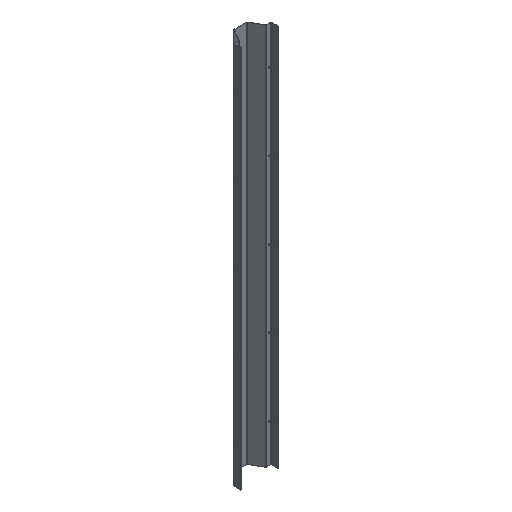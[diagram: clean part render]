
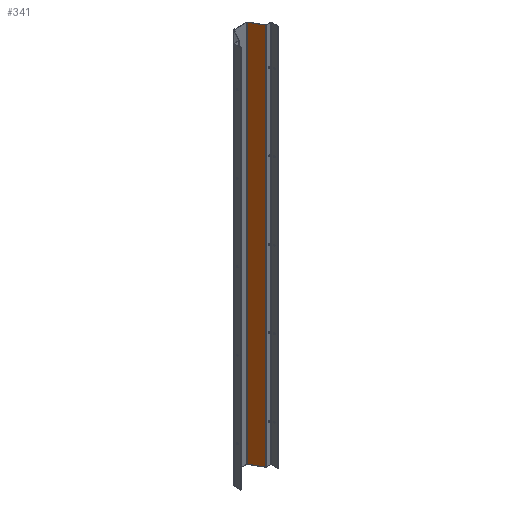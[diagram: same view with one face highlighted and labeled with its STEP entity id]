
A CAD part, isometric view. The second image highlights one B-rep face of the part: STEP entity #341.
In plain terms, the highlighted planar face has unit normal (-0.866, -0.5, 0).
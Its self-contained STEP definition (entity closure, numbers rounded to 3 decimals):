
#142 = VERTEX_POINT ( 'NONE', #2766 ) ;
#153 = DIRECTION ( 'NONE',  ( 0.5, -0.866, 0. ) ) ;
#175 = VECTOR ( 'NONE', #153, 1000. ) ;
#341 = ADVANCED_FACE ( 'NONE', ( #1541 ), #2184, .F. ) ;
#465 = EDGE_CURVE ( 'NONE', #2805, #142, #824, .T. ) ;
#493 = CARTESIAN_POINT ( 'NONE',  ( 53.368, -48.5, 775. ) ) ;
#563 = ORIENTED_EDGE ( 'NONE', *, *, #653, .T. ) ;
#598 = VERTEX_POINT ( 'NONE', #2108 ) ;
#653 = EDGE_CURVE ( 'NONE', #1292, #598, #968, .T. ) ;
#783 = CARTESIAN_POINT ( 'NONE',  ( 26.665, -2.25, 775. ) ) ;
#824 = LINE ( 'NONE', #1770, #2799 ) ;
#863 = VECTOR ( 'NONE', #2713, 1000. ) ;
#924 = CARTESIAN_POINT ( 'NONE',  ( 26.665, -2.25, -775. ) ) ;
#968 = LINE ( 'NONE', #2046, #175 ) ;
#1029 = VECTOR ( 'NONE', #1565, 1000. ) ;
#1089 = AXIS2_PLACEMENT_3D ( 'NONE', #1683, #1522, #1182 ) ;
#1182 = DIRECTION ( 'NONE',  ( -0.5, 0.866, 0. ) ) ;
#1292 = VERTEX_POINT ( 'NONE', #924 ) ;
#1368 = EDGE_CURVE ( 'NONE', #142, #598, #1828, .T. ) ;
#1468 = EDGE_CURVE ( 'NONE', #2805, #1292, #1675, .T. ) ;
#1522 = DIRECTION ( 'NONE',  ( 0.866, 0.5, 0. ) ) ;
#1541 = FACE_OUTER_BOUND ( 'NONE', #1564, .T. ) ;
#1553 = CARTESIAN_POINT ( 'NONE',  ( 26.665, -2.25, 775. ) ) ;
#1564 = EDGE_LOOP ( 'NONE', ( #563, #1607, #1602, #2343 ) ) ;
#1565 = DIRECTION ( 'NONE',  ( 0., 0., -1. ) ) ;
#1602 = ORIENTED_EDGE ( 'NONE', *, *, #465, .F. ) ;
#1607 = ORIENTED_EDGE ( 'NONE', *, *, #1368, .F. ) ;
#1675 = LINE ( 'NONE', #1553, #1029 ) ;
#1683 = CARTESIAN_POINT ( 'NONE',  ( 25.799, -0.75, 775. ) ) ;
#1770 = CARTESIAN_POINT ( 'NONE',  ( 25.799, -0.75, 775. ) ) ;
#1802 = DIRECTION ( 'NONE',  ( 0.5, -0.866, 0. ) ) ;
#1828 = LINE ( 'NONE', #493, #863 ) ;
#2046 = CARTESIAN_POINT ( 'NONE',  ( 25.799, -0.75, -775. ) ) ;
#2108 = CARTESIAN_POINT ( 'NONE',  ( 53.368, -48.5, -775. ) ) ;
#2184 = PLANE ( 'NONE',  #1089 ) ;
#2343 = ORIENTED_EDGE ( 'NONE', *, *, #1468, .T. ) ;
#2713 = DIRECTION ( 'NONE',  ( 0., 0., -1. ) ) ;
#2766 = CARTESIAN_POINT ( 'NONE',  ( 53.368, -48.5, 775. ) ) ;
#2799 = VECTOR ( 'NONE', #1802, 1000. ) ;
#2805 = VERTEX_POINT ( 'NONE', #783 ) ;
